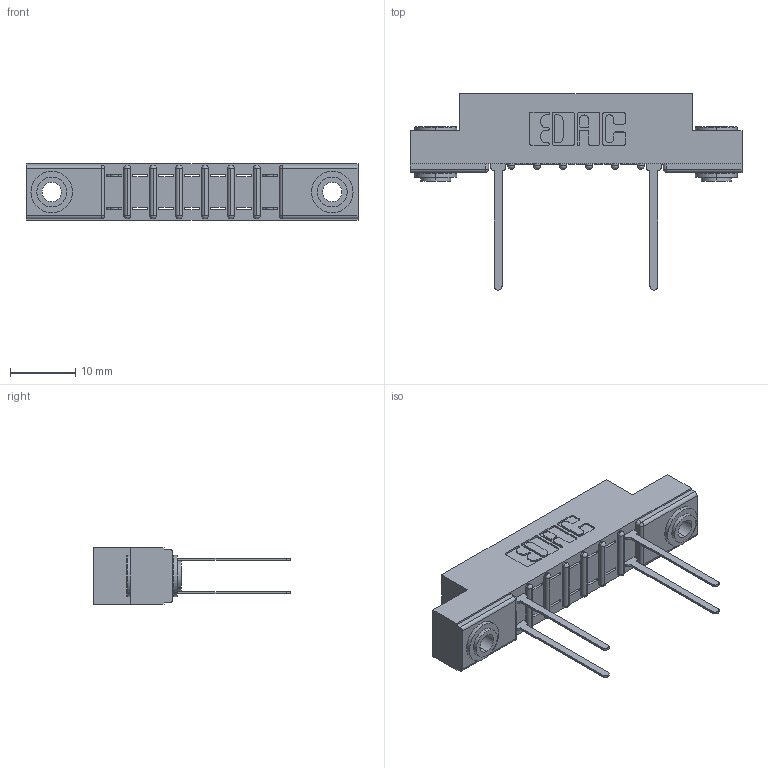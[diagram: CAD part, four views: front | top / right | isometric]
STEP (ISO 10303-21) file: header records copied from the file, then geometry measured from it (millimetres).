
FILE_DESCRIPTION (( 'STEP AP203' ), '1' );
FILE_NAME ('357-014-540-203.STEP', '2018-08-08T00:20:01', ( '' ), ( '' ), 'SwSTEP 2.0', 'SolidWorks 2016', '' );
FILE_SCHEMA (( 'CONFIG_CONTROL_DESIGN' ));
Length unit declared in the file: inch
Products named in the file (4): 345-250-002_345-250-002-102; 357-014-540-203; 307 Part_.156 Dia Mounting Holes; 307-290-001_540
Assembly tree (7 placements, depth 2):
  357-014-540-203
    307 Part_.156 Dia Mounting Holes
    307-290-001_540  x4
    345-250-002_345-250-002-102  x2
Bounding box: 50.75 x 30 x 8.71 mm (x, y, z)
Volume: 3215.4 mm3; surface area: 4507.1 mm2
Topology: 7 solids, 7 shells, 462 faces, 1275 edges, 818 vertices
Faces by surface type: plane 278, cylinder 160, sphere 16, cone 8
Entity records: 11253 total; most frequent: CARTESIAN_POINT 1874, DIRECTION 1855, ORIENTED_EDGE 1854, EDGE_CURVE 927, VECTOR 689, LINE 689, VERTEX_POINT 602, AXIS2_PLACEMENT_3D 583
